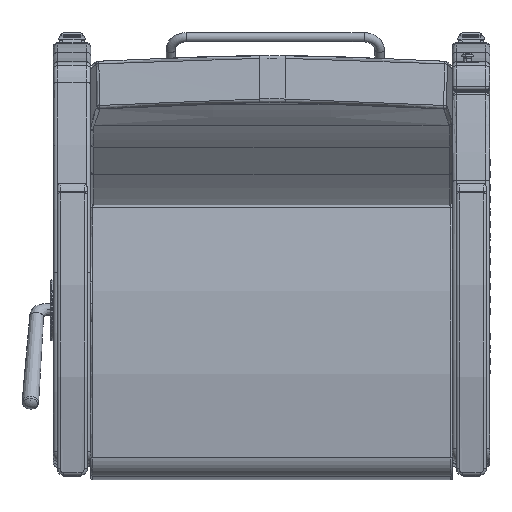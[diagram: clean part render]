
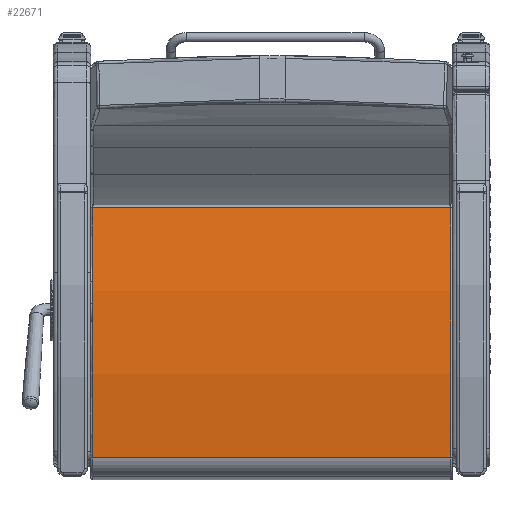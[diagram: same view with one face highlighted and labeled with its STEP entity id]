
A CAD part, front view. The second image highlights one B-rep face of the part: STEP entity #22671.
In plain terms, the highlighted free-form (B-spline) face has degree [3, 1] with [18, 2] control points.
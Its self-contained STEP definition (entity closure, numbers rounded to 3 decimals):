
#1376=ELLIPSE('',#25548,60.304,60.25);
#1378=ELLIPSE('',#25570,60.304,60.25);
#1442=B_SPLINE_SURFACE_WITH_KNOTS('',3,1,((#53993,#53994),(#53995,#53996),
(#53997,#53998),(#53999,#54000),(#54001,#54002),(#54003,#54004),(#54005,
#54006),(#54007,#54008),(#54009,#54010),(#54011,#54012),(#54013,#54014),
(#54015,#54016),(#54017,#54018),(#54019,#54020),(#54021,#54022),(#54023,
#54024),(#54025,#54026),(#54027,#54028)),.UNSPECIFIED.,.F.,.F.,.F.,(4,1,
1,1,1,1,1,1,1,1,1,1,1,1,1,4),(2,2),(-1.696,-1.668,
-1.64,-1.626,-1.599,-1.585,
-1.557,-1.543,-1.515,-1.501,-1.473,
-1.459,-1.431,-1.418,-1.39,
-1.362),(0.,110.49),.UNSPECIFIED.);
#3546=FACE_OUTER_BOUND('',#4978,.T.);
#4978=EDGE_LOOP('',(#20762,#20763,#20764,#20765));
#6488=LINE('',#53991,#7995);
#6489=LINE('',#54030,#7996);
#7995=VECTOR('',#32121,0.394);
#7996=VECTOR('',#32124,0.394);
#11465=VERTEX_POINT('',#53622);
#11466=VERTEX_POINT('',#53623);
#11485=VERTEX_POINT('',#53990);
#11486=VERTEX_POINT('',#54029);
#14733=EDGE_CURVE('',#11465,#11466,#1376,.T.);
#14762=EDGE_CURVE('',#11485,#11466,#6488,.T.);
#14764=EDGE_CURVE('',#11486,#11465,#6489,.T.);
#14765=EDGE_CURVE('',#11485,#11486,#1378,.T.);
#20762=ORIENTED_EDGE('',*,*,#14733,.F.);
#20763=ORIENTED_EDGE('',*,*,#14764,.F.);
#20764=ORIENTED_EDGE('',*,*,#14765,.F.);
#20765=ORIENTED_EDGE('',*,*,#14762,.T.);
#22671=ADVANCED_FACE('',(#3546),#1442,.T.);
#25548=AXIS2_PLACEMENT_3D('',#53624,#32070,#32071);
#25570=AXIS2_PLACEMENT_3D('',#54031,#32125,#32126);
#32070=DIRECTION('center_axis',(0.,0.,
-1.));
#32071=DIRECTION('ref_axis',(1.,0.,0.));
#32121=DIRECTION('',(0.,0.,-1.));
#32124=DIRECTION('',(0.,0.,-1.));
#32125=DIRECTION('center_axis',(0.,0.,1.));
#32126=DIRECTION('ref_axis',(1.,0.,0.));
#53622=CARTESIAN_POINT('',(3.609,-1.684,0.124));
#53623=CARTESIAN_POINT('',(23.658,-2.523,0.124));
#53624=CARTESIAN_POINT('Origin',(11.145,-61.462,0.124));
#53990=CARTESIAN_POINT('',(23.658,-2.523,28.876));
#53991=CARTESIAN_POINT('',(23.658,-2.523,29.));
#53993=CARTESIAN_POINT('Ctrl Pts',(3.609,-1.684,29.));
#53994=CARTESIAN_POINT('Ctrl Pts',(3.609,-1.684,-14.5));
#53995=CARTESIAN_POINT('Ctrl Pts',(4.165,-1.614,29.));
#53996=CARTESIAN_POINT('Ctrl Pts',(4.165,-1.614,-14.5));
#53997=CARTESIAN_POINT('Ctrl Pts',(5.278,-1.49,29.));
#53998=CARTESIAN_POINT('Ctrl Pts',(5.278,-1.49,-14.5));
#53999=CARTESIAN_POINT('Ctrl Pts',(6.673,-1.373,29.));
#54000=CARTESIAN_POINT('Ctrl Pts',(6.673,-1.373,-14.5));
#54001=CARTESIAN_POINT('Ctrl Pts',(8.071,-1.285,29.));
#54002=CARTESIAN_POINT('Ctrl Pts',(8.071,-1.285,-14.5));
#54003=CARTESIAN_POINT('Ctrl Pts',(9.19,-1.239,29.));
#54004=CARTESIAN_POINT('Ctrl Pts',(9.19,-1.239,-14.5));
#54005=CARTESIAN_POINT('Ctrl Pts',(10.59,-1.21,29.));
#54006=CARTESIAN_POINT('Ctrl Pts',(10.59,-1.21,-14.5));
#54007=CARTESIAN_POINT('Ctrl Pts',(11.71,-1.21,29.));
#54008=CARTESIAN_POINT('Ctrl Pts',(11.71,-1.21,-14.5));
#54009=CARTESIAN_POINT('Ctrl Pts',(13.11,-1.239,29.));
#54010=CARTESIAN_POINT('Ctrl Pts',(13.11,-1.239,-14.5));
#54011=CARTESIAN_POINT('Ctrl Pts',(14.229,-1.286,29.));
#54012=CARTESIAN_POINT('Ctrl Pts',(14.229,-1.286,-14.5));
#54013=CARTESIAN_POINT('Ctrl Pts',(15.626,-1.374,29.));
#54014=CARTESIAN_POINT('Ctrl Pts',(15.626,-1.374,-14.5));
#54015=CARTESIAN_POINT('Ctrl Pts',(16.742,-1.467,29.));
#54016=CARTESIAN_POINT('Ctrl Pts',(16.742,-1.467,-14.5));
#54017=CARTESIAN_POINT('Ctrl Pts',(18.135,-1.613,29.));
#54018=CARTESIAN_POINT('Ctrl Pts',(18.135,-1.613,-14.5));
#54019=CARTESIAN_POINT('Ctrl Pts',(19.246,-1.753,29.));
#54020=CARTESIAN_POINT('Ctrl Pts',(19.246,-1.753,-14.5));
#54021=CARTESIAN_POINT('Ctrl Pts',(20.631,-1.957,29.));
#54022=CARTESIAN_POINT('Ctrl Pts',(20.631,-1.957,-14.5));
#54023=CARTESIAN_POINT('Ctrl Pts',(22.012,-2.19,29.));
#54024=CARTESIAN_POINT('Ctrl Pts',(22.012,-2.19,-14.5));
#54025=CARTESIAN_POINT('Ctrl Pts',(23.111,-2.407,29.));
#54026=CARTESIAN_POINT('Ctrl Pts',(23.111,-2.407,-14.5));
#54027=CARTESIAN_POINT('Ctrl Pts',(23.658,-2.523,29.));
#54028=CARTESIAN_POINT('Ctrl Pts',(23.658,-2.523,-14.5));
#54029=CARTESIAN_POINT('',(3.609,-1.684,28.876));
#54030=CARTESIAN_POINT('',(3.609,-1.684,29.));
#54031=CARTESIAN_POINT('Origin',(11.145,-61.462,28.876));
